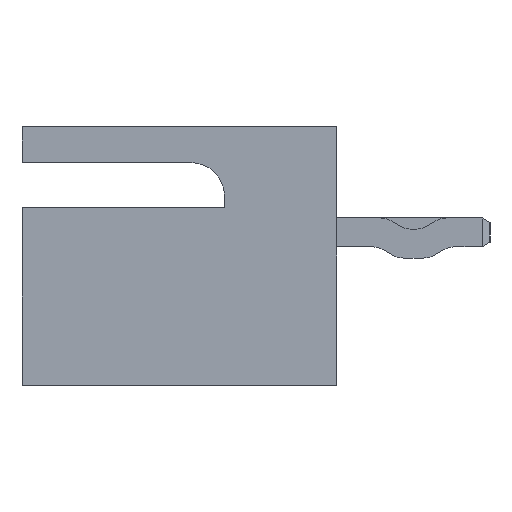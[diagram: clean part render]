
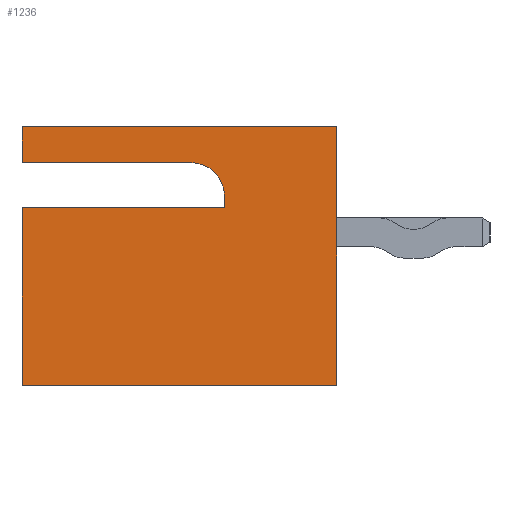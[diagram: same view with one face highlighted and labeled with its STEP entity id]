
A CAD part, left-side view. The second image highlights one B-rep face of the part: STEP entity #1236.
In plain terms, the highlighted planar face has unit normal (-1, 0, 0).
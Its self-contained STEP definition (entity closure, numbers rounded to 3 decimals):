
#7 = VECTOR ( 'NONE', #1861, 1000. ) ;
#41 = CARTESIAN_POINT ( 'NONE',  ( -6.2, 7., -3.4 ) ) ;
#108 = DIRECTION ( 'NONE',  ( 0., 0., 1. ) ) ;
#227 = VERTEX_POINT ( 'NONE', #41 ) ;
#293 = LINE ( 'NONE', #3164, #3333 ) ;
#397 = VECTOR ( 'NONE', #2434, 1000. ) ;
#508 = DIRECTION ( 'NONE',  ( 0., -1., 0. ) ) ;
#532 = DIRECTION ( 'NONE',  ( 0., 1., 0. ) ) ;
#590 = AXIS2_PLACEMENT_3D ( 'NONE', #1233, #3596, #1811 ) ;
#608 = VERTEX_POINT ( 'NONE', #3088 ) ;
#641 = LINE ( 'NONE', #1857, #2279 ) ;
#686 = EDGE_CURVE ( 'NONE', #2219, #724, #1643, .T. ) ;
#699 = CARTESIAN_POINT ( 'NONE',  ( -6.2, 7., 1.55 ) ) ;
#710 = EDGE_CURVE ( 'NONE', #3518, #2219, #1553, .T. ) ;
#724 = VERTEX_POINT ( 'NONE', #1076 ) ;
#812 = ORIENTED_EDGE ( 'NONE', *, *, #710, .T. ) ;
#864 = CARTESIAN_POINT ( 'NONE',  ( -6.2, 3.25, 1.55 ) ) ;
#887 = LINE ( 'NONE', #1574, #7 ) ;
#946 = EDGE_CURVE ( 'NONE', #3417, #2517, #1077, .T. ) ;
#985 = LINE ( 'NONE', #699, #397 ) ;
#1025 = CARTESIAN_POINT ( 'NONE',  ( -6.2, 7., 2.35 ) ) ;
#1076 = CARTESIAN_POINT ( 'NONE',  ( -6.2, 2.5, 0.55 ) ) ;
#1077 = LINE ( 'NONE', #1580, #2832 ) ;
#1129 = VECTOR ( 'NONE', #508, 1000. ) ;
#1233 = CARTESIAN_POINT ( 'NONE',  ( -6.2, 7., 2.35 ) ) ;
#1236 = ADVANCED_FACE ( 'NONE', ( #3703 ), #1527, .F. ) ;
#1331 = VERTEX_POINT ( 'NONE', #3043 ) ;
#1354 = CARTESIAN_POINT ( 'NONE',  ( -6.2, 2.5, 0.55 ) ) ;
#1356 = EDGE_CURVE ( 'NONE', #3417, #3518, #985, .T. ) ;
#1364 = DIRECTION ( 'NONE',  ( 1., 0., 0. ) ) ;
#1407 = EDGE_CURVE ( 'NONE', #227, #1331, #887, .T. ) ;
#1527 = PLANE ( 'NONE',  #590 ) ;
#1553 = CIRCLE ( 'NONE', #3568, 0.75 ) ;
#1574 = CARTESIAN_POINT ( 'NONE',  ( -6.2, 7., 2.35 ) ) ;
#1580 = CARTESIAN_POINT ( 'NONE',  ( -6.2, 7., 2.35 ) ) ;
#1593 = ORIENTED_EDGE ( 'NONE', *, *, #2890, .T. ) ;
#1643 = LINE ( 'NONE', #1354, #2337 ) ;
#1676 = CARTESIAN_POINT ( 'NONE',  ( -6.2, 7., 1.55 ) ) ;
#1811 = DIRECTION ( 'NONE',  ( 0., 0., -1. ) ) ;
#1857 = CARTESIAN_POINT ( 'NONE',  ( -6.2, 0., 2.35 ) ) ;
#1861 = DIRECTION ( 'NONE',  ( 0., 0., 1. ) ) ;
#1959 = VERTEX_POINT ( 'NONE', #2462 ) ;
#2011 = EDGE_CURVE ( 'NONE', #2517, #608, #2206, .T. ) ;
#2101 = ORIENTED_EDGE ( 'NONE', *, *, #1356, .T. ) ;
#2165 = EDGE_LOOP ( 'NONE', ( #3228, #2933, #2404, #2822, #1593, #2458, #3328, #2101, #812 ) ) ;
#2206 = LINE ( 'NONE', #1025, #3694 ) ;
#2219 = VERTEX_POINT ( 'NONE', #2878 ) ;
#2279 = VECTOR ( 'NONE', #108, 1000. ) ;
#2337 = VECTOR ( 'NONE', #2532, 1000. ) ;
#2404 = ORIENTED_EDGE ( 'NONE', *, *, #1407, .F. ) ;
#2434 = DIRECTION ( 'NONE',  ( 0., -1., 0. ) ) ;
#2458 = ORIENTED_EDGE ( 'NONE', *, *, #2011, .F. ) ;
#2462 = CARTESIAN_POINT ( 'NONE',  ( -6.2, 0., -3.4 ) ) ;
#2517 = VERTEX_POINT ( 'NONE', #3761 ) ;
#2532 = DIRECTION ( 'NONE',  ( 0., 0., -1. ) ) ;
#2784 = DIRECTION ( 'NONE',  ( 0., -1., 0. ) ) ;
#2822 = ORIENTED_EDGE ( 'NONE', *, *, #3361, .T. ) ;
#2832 = VECTOR ( 'NONE', #3656, 1000. ) ;
#2878 = CARTESIAN_POINT ( 'NONE',  ( -6.2, 2.5, 0.8 ) ) ;
#2890 = EDGE_CURVE ( 'NONE', #1959, #608, #641, .T. ) ;
#2933 = ORIENTED_EDGE ( 'NONE', *, *, #3827, .T. ) ;
#3043 = CARTESIAN_POINT ( 'NONE',  ( -6.2, 7., 0.55 ) ) ;
#3088 = CARTESIAN_POINT ( 'NONE',  ( -6.2, 0., 2.35 ) ) ;
#3133 = CARTESIAN_POINT ( 'NONE',  ( -6.2, 3.25, 0.8 ) ) ;
#3164 = CARTESIAN_POINT ( 'NONE',  ( -6.2, 7., 0.55 ) ) ;
#3228 = ORIENTED_EDGE ( 'NONE', *, *, #686, .T. ) ;
#3328 = ORIENTED_EDGE ( 'NONE', *, *, #946, .F. ) ;
#3333 = VECTOR ( 'NONE', #532, 1000. ) ;
#3361 = EDGE_CURVE ( 'NONE', #227, #1959, #3483, .T. ) ;
#3417 = VERTEX_POINT ( 'NONE', #1676 ) ;
#3434 = DIRECTION ( 'NONE',  ( 0., 0., -1. ) ) ;
#3483 = LINE ( 'NONE', #3736, #1129 ) ;
#3518 = VERTEX_POINT ( 'NONE', #864 ) ;
#3568 = AXIS2_PLACEMENT_3D ( 'NONE', #3133, #1364, #3434 ) ;
#3596 = DIRECTION ( 'NONE',  ( 1., 0., 0. ) ) ;
#3656 = DIRECTION ( 'NONE',  ( 0., 0., 1. ) ) ;
#3694 = VECTOR ( 'NONE', #2784, 1000. ) ;
#3703 = FACE_OUTER_BOUND ( 'NONE', #2165, .T. ) ;
#3736 = CARTESIAN_POINT ( 'NONE',  ( -6.2, 7., -3.4 ) ) ;
#3761 = CARTESIAN_POINT ( 'NONE',  ( -6.2, 7., 2.35 ) ) ;
#3827 = EDGE_CURVE ( 'NONE', #724, #1331, #293, .T. ) ;
